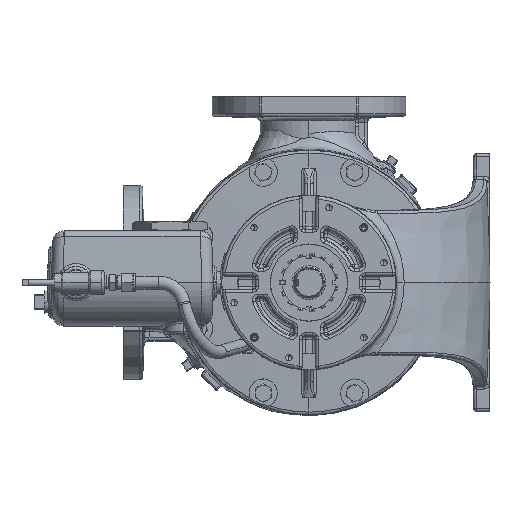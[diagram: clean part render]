
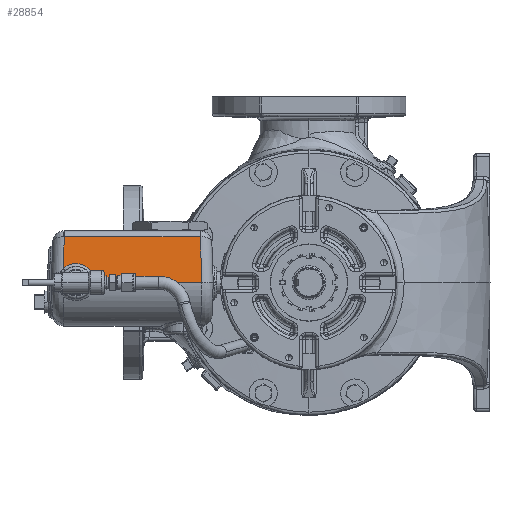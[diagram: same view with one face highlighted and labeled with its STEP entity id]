
A CAD part, left-side view. The second image highlights one B-rep face of the part: STEP entity #28854.
In plain terms, the highlighted planar face has unit normal (-0.996, 0, 0.093).
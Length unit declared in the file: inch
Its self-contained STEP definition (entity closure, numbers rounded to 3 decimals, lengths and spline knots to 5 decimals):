
#1990 = CARTESIAN_POINT ( 'NONE',  ( -5.8075, 8.26306, 0. ) ) ;
#8743 = CARTESIAN_POINT ( 'NONE',  ( -5.8075, 4.14203, 0.00002 ) ) ;
#11866 = LINE ( 'NONE', #101817, #78928 ) ;
#12967 = VERTEX_POINT ( 'NONE', #8743 ) ;
#26037 = ORIENTED_EDGE ( 'NONE', *, *, #54238, .T. ) ;
#27669 = CARTESIAN_POINT ( 'NONE',  ( -5.64125, 4.20395, 1.77334 ) ) ;
#28854 = ADVANCED_FACE ( 'NONE', ( #77007 ), #156112, .F. ) ;
#44384 = ORIENTED_EDGE ( 'NONE', *, *, #115063, .T. ) ;
#46066 = LINE ( 'NONE', #88439, #230663 ) ;
#53011 = CARTESIAN_POINT ( 'NONE',  ( -5.8075, 4.14346, 0. ) ) ;
#54238 = EDGE_CURVE ( 'NONE', #62240, #194126, #62964, .T. ) ;
#61378 = EDGE_CURVE ( 'NONE', #194126, #105684, #197426, .T. ) ;
#62240 = VERTEX_POINT ( 'NONE', #128368 ) ;
#62964 =( BOUNDED_CURVE ( )  B_SPLINE_CURVE ( 3, ( #71696, #213970, #178169, #89775 ),
 .UNSPECIFIED., .F., .F. ) 
 B_SPLINE_CURVE_WITH_KNOTS ( ( 4, 4 ),
 ( 2.41064, 4.69735 ),
 .UNSPECIFIED. ) 
 CURVE ( )  GEOMETRIC_REPRESENTATION_ITEM ( )  RATIONAL_B_SPLINE_CURVE ( ( 1., 0.61, 0.61, 1. ) ) 
 REPRESENTATION_ITEM ( '' )  );
#70917 = CARTESIAN_POINT ( 'NONE',  ( -5.8075, 4.1425, 0.00001 ) ) ;
#71696 = CARTESIAN_POINT ( 'NONE',  ( -5.75655, 9.50538, 0.54348 ) ) ;
#72615 = CARTESIAN_POINT ( 'NONE',  ( -5.8075, 9.96319, 0. ) ) ;
#76589 = CARTESIAN_POINT ( 'NONE',  ( -5.8075, 8.26303, 0. ) ) ;
#77007 = FACE_OUTER_BOUND ( 'NONE', #136948, .T. ) ;
#77780 = ORIENTED_EDGE ( 'NONE', *, *, #146906, .T. ) ;
#78928 = VECTOR ( 'NONE', #84606, 39.37008 ) ;
#80564 = B_SPLINE_CURVE_WITH_KNOTS ( 'NONE', 3,
 ( #53011, #178159, #70917, #196050 ),
 .UNSPECIFIED., .F., .F.,
 ( 4, 4 ),
 ( 0., 0.00004 ),
 .UNSPECIFIED. ) ;
#84538 = LINE ( 'NONE', #72615, #221509 ) ;
#84606 = DIRECTION ( 'NONE',  ( -0.093, 0.035, -0.995 ) ) ;
#88439 = CARTESIAN_POINT ( 'NONE',  ( -5.78863, 4.14905, 0.20127 ) ) ;
#89775 = CARTESIAN_POINT ( 'NONE',  ( -5.8075, 8.26312, 0. ) ) ;
#91165 = CARTESIAN_POINT ( 'NONE',  ( -5.8075, 8.26312, 0. ) ) ;
#93906 = CARTESIAN_POINT ( 'NONE',  ( -5.64125, 9.96319, 1.77334 ) ) ;
#93970 = LINE ( 'NONE', #93906, #225387 ) ;
#95633 = CARTESIAN_POINT ( 'NONE',  ( -5.8075, 4.14346, 0. ) ) ;
#101817 = CARTESIAN_POINT ( 'NONE',  ( -5.80892, 9.52489, -0.01517 ) ) ;
#105684 = VERTEX_POINT ( 'NONE', #76589 ) ;
#106407 = DIRECTION ( 'NONE',  ( 0.093, 0.035, 0.995 ) ) ;
#107714 = EDGE_CURVE ( 'NONE', #163084, #132961, #93970, .T. ) ;
#115063 = EDGE_CURVE ( 'NONE', #133440, #12967, #80564, .T. ) ;
#119542 = EDGE_CURVE ( 'NONE', #12967, #163084, #46066, .T. ) ;
#127091 = CARTESIAN_POINT ( 'NONE',  ( -5.8075, 8.26303, 0. ) ) ;
#128368 = CARTESIAN_POINT ( 'NONE',  ( -5.75655, 9.50538, 0.54348 ) ) ;
#132961 = VERTEX_POINT ( 'NONE', #223208 ) ;
#133440 = VERTEX_POINT ( 'NONE', #95633 ) ;
#136827 = ORIENTED_EDGE ( 'NONE', *, *, #61378, .T. ) ;
#136948 = EDGE_LOOP ( 'NONE', ( #77780, #26037, #136827, #203361, #44384, #222622, #207314 ) ) ;
#138141 = CARTESIAN_POINT ( 'NONE',  ( -5.8075, 9.96319, 0. ) ) ;
#144651 = DIRECTION ( 'NONE',  ( 0., -1., 0. ) ) ;
#146906 = EDGE_CURVE ( 'NONE', #132961, #62240, #11866, .T. ) ;
#147867 = DIRECTION ( 'NONE',  ( 0., 1., 0. ) ) ;
#156112 = PLANE ( 'NONE',  #164577 ) ;
#163084 = VERTEX_POINT ( 'NONE', #27669 ) ;
#164577 = AXIS2_PLACEMENT_3D ( 'NONE', #138141, #191306, #174113 ) ;
#174113 = DIRECTION ( 'NONE',  ( -0.093, 0., -0.996 ) ) ;
#178159 = CARTESIAN_POINT ( 'NONE',  ( -5.8075, 4.14298, 0. ) ) ;
#178169 = CARTESIAN_POINT ( 'NONE',  ( -5.73801, 8.27426, 0.74124 ) ) ;
#189723 = CARTESIAN_POINT ( 'NONE',  ( -5.8075, 8.26312, 0. ) ) ;
#191306 = DIRECTION ( 'NONE',  ( 0.996, 0., -0.093 ) ) ;
#194126 = VERTEX_POINT ( 'NONE', #189723 ) ;
#196050 = CARTESIAN_POINT ( 'NONE',  ( -5.8075, 4.14203, 0.00002 ) ) ;
#197426 = B_SPLINE_CURVE_WITH_KNOTS ( 'NONE', 3,
 ( #91165, #198237, #1990, #127091 ),
 .UNSPECIFIED., .F., .F.,
 ( 4, 4 ),
 ( 0., 0. ),
 .UNSPECIFIED. ) ;
#198237 = CARTESIAN_POINT ( 'NONE',  ( -5.8075, 8.26309, 0. ) ) ;
#203361 = ORIENTED_EDGE ( 'NONE', *, *, #219382, .T. ) ;
#207314 = ORIENTED_EDGE ( 'NONE', *, *, #107714, .T. ) ;
#213970 = CARTESIAN_POINT ( 'NONE',  ( -5.71015, 8.95343, 1.03837 ) ) ;
#219382 = EDGE_CURVE ( 'NONE', #105684, #133440, #84538, .T. ) ;
#221509 = VECTOR ( 'NONE', #144651, 39.37008 ) ;
#222622 = ORIENTED_EDGE ( 'NONE', *, *, #119542, .T. ) ;
#223208 = CARTESIAN_POINT ( 'NONE',  ( -5.64125, 9.46243, 1.77334 ) ) ;
#225387 = VECTOR ( 'NONE', #147867, 39.37008 ) ;
#230663 = VECTOR ( 'NONE', #106407, 39.37008 ) ;
